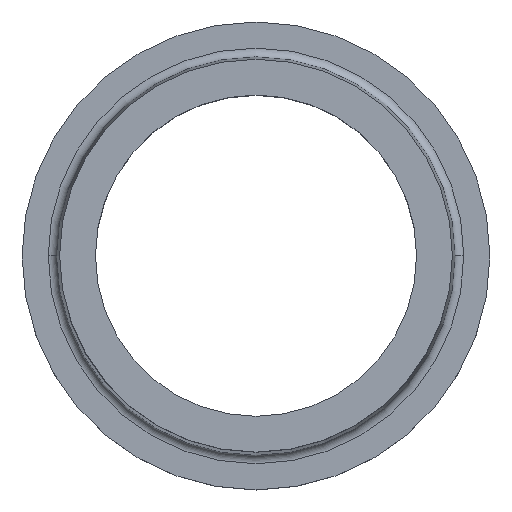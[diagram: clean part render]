
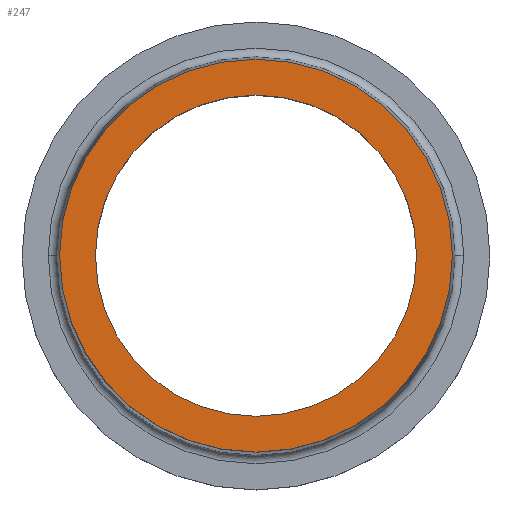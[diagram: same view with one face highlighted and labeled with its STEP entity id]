
A CAD part, top view. The second image highlights one B-rep face of the part: STEP entity #247.
In plain terms, the highlighted planar face has unit normal (0, 0, 1).
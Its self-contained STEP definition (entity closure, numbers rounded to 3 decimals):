
#18 = VERTEX_POINT ( 'NONE', #66 ) ;
#20 = AXIS2_PLACEMENT_3D ( 'NONE', #185, #227, #187 ) ;
#38 = EDGE_LOOP ( 'NONE', ( #222, #390 ) ) ;
#42 = CARTESIAN_POINT ( 'NONE',  ( -112.5, 0., 120. ) ) ;
#52 = CARTESIAN_POINT ( 'NONE',  ( 0., 0., 120. ) ) ;
#66 = CARTESIAN_POINT ( 'NONE',  ( 112.5, 0., 120. ) ) ;
#69 = CIRCLE ( 'NONE', #295, 92. ) ;
#77 = AXIS2_PLACEMENT_3D ( 'NONE', #381, #420, #453 ) ;
#84 = DIRECTION ( 'NONE',  ( -1., 0., 0. ) ) ;
#111 = CIRCLE ( 'NONE', #77, 112.5 ) ;
#118 = CARTESIAN_POINT ( 'NONE',  ( -92., 0., 120. ) ) ;
#131 = ORIENTED_EDGE ( 'NONE', *, *, #344, .F. ) ;
#185 = CARTESIAN_POINT ( 'NONE',  ( 0., 112.5, 120. ) ) ;
#187 = DIRECTION ( 'NONE',  ( 1., 0., 0. ) ) ;
#188 = DIRECTION ( 'NONE',  ( -1., 0., 0. ) ) ;
#221 = FACE_OUTER_BOUND ( 'NONE', #274, .T. ) ;
#222 = ORIENTED_EDGE ( 'NONE', *, *, #439, .T. ) ;
#227 = DIRECTION ( 'NONE',  ( 0., 0., 1. ) ) ;
#229 = CARTESIAN_POINT ( 'NONE',  ( 92., 0., 120. ) ) ;
#247 = ADVANCED_FACE ( 'NONE', ( #481, #221 ), #450, .T. ) ;
#274 = EDGE_LOOP ( 'NONE', ( #131, #443 ) ) ;
#275 = CARTESIAN_POINT ( 'NONE',  ( 0., 0., 120. ) ) ;
#277 = DIRECTION ( 'NONE',  ( 0., 0., -1. ) ) ;
#285 = VERTEX_POINT ( 'NONE', #42 ) ;
#295 = AXIS2_PLACEMENT_3D ( 'NONE', #300, #448, #188 ) ;
#298 = EDGE_CURVE ( 'NONE', #375, #355, #69, .T. ) ;
#300 = CARTESIAN_POINT ( 'NONE',  ( 0., 0., 120. ) ) ;
#305 = DIRECTION ( 'NONE',  ( 0., 0., -1. ) ) ;
#308 = CIRCLE ( 'NONE', #397, 92. ) ;
#317 = DIRECTION ( 'NONE',  ( -1., 0., 0. ) ) ;
#327 = EDGE_CURVE ( 'NONE', #18, #285, #334, .T. ) ;
#334 = CIRCLE ( 'NONE', #351, 112.5 ) ;
#344 = EDGE_CURVE ( 'NONE', #285, #18, #111, .T. ) ;
#351 = AXIS2_PLACEMENT_3D ( 'NONE', #275, #305, #317 ) ;
#355 = VERTEX_POINT ( 'NONE', #118 ) ;
#375 = VERTEX_POINT ( 'NONE', #229 ) ;
#381 = CARTESIAN_POINT ( 'NONE',  ( 0., 0., 120. ) ) ;
#390 = ORIENTED_EDGE ( 'NONE', *, *, #298, .T. ) ;
#397 = AXIS2_PLACEMENT_3D ( 'NONE', #52, #277, #84 ) ;
#420 = DIRECTION ( 'NONE',  ( 0., 0., -1. ) ) ;
#439 = EDGE_CURVE ( 'NONE', #355, #375, #308, .T. ) ;
#443 = ORIENTED_EDGE ( 'NONE', *, *, #327, .F. ) ;
#448 = DIRECTION ( 'NONE',  ( 0., 0., -1. ) ) ;
#450 = PLANE ( 'NONE',  #20 ) ;
#453 = DIRECTION ( 'NONE',  ( -1., 0., 0. ) ) ;
#481 = FACE_BOUND ( 'NONE', #38, .T. ) ;
